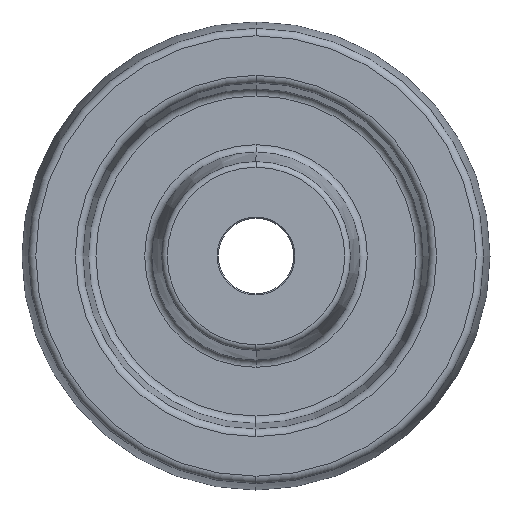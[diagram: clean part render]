
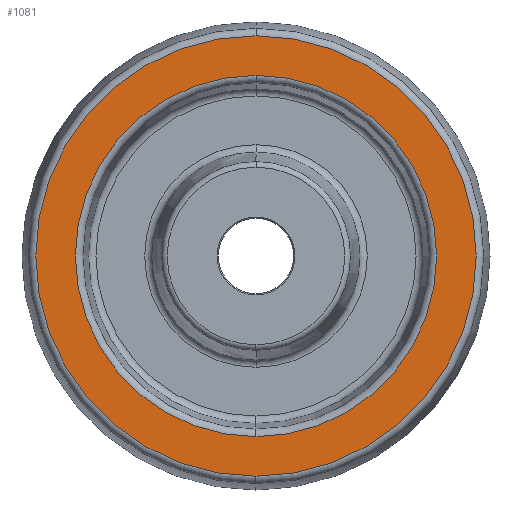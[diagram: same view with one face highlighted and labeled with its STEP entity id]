
A CAD part, left-side view. The second image highlights one B-rep face of the part: STEP entity #1081.
In plain terms, the highlighted planar face has unit normal (-1, 0, 0).
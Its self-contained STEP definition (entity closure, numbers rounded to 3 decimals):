
#57 = VERTEX_POINT ( 'NONE', #954 ) ;
#79 = EDGE_CURVE ( 'NONE', #468, #57, #1205, .T. ) ;
#82 = CARTESIAN_POINT ( 'NONE',  ( -22.5, 0., 58.818 ) ) ;
#90 = CARTESIAN_POINT ( 'NONE',  ( -22.5, 60.5, 0. ) ) ;
#114 = DIRECTION ( 'NONE',  ( -1., 0., 0. ) ) ;
#119 = DIRECTION ( 'NONE',  ( -1., 0., 0. ) ) ;
#121 = CARTESIAN_POINT ( 'NONE',  ( -22.5, 0., 0. ) ) ;
#130 = DIRECTION ( 'NONE',  ( 0., 0., 1. ) ) ;
#137 = CARTESIAN_POINT ( 'NONE',  ( -22.5, 0., -48.243 ) ) ;
#147 = CIRCLE ( 'NONE', #610, 58.818 ) ;
#285 = DIRECTION ( 'NONE',  ( 0., 0., 1. ) ) ;
#324 = ORIENTED_EDGE ( 'NONE', *, *, #79, .T. ) ;
#349 = CARTESIAN_POINT ( 'NONE',  ( -22.5, 0., -58.818 ) ) ;
#468 = VERTEX_POINT ( 'NONE', #137 ) ;
#610 = AXIS2_PLACEMENT_3D ( 'NONE', #1061, #114, #285 ) ;
#627 = CARTESIAN_POINT ( 'NONE',  ( -22.5, 0., 0. ) ) ;
#709 = PLANE ( 'NONE',  #1758 ) ;
#819 = VERTEX_POINT ( 'NONE', #82 ) ;
#884 = DIRECTION ( 'NONE',  ( 0., 0., 1. ) ) ;
#894 = ORIENTED_EDGE ( 'NONE', *, *, #1379, .T. ) ;
#911 = EDGE_CURVE ( 'NONE', #57, #468, #1076, .T. ) ;
#928 = CIRCLE ( 'NONE', #1666, 58.818 ) ;
#954 = CARTESIAN_POINT ( 'NONE',  ( -22.5, 0., 48.243 ) ) ;
#1007 = EDGE_LOOP ( 'NONE', ( #1181, #894 ) ) ;
#1011 = CARTESIAN_POINT ( 'NONE',  ( -22.5, 0., 0. ) ) ;
#1061 = CARTESIAN_POINT ( 'NONE',  ( -22.5, 0., 0. ) ) ;
#1076 = CIRCLE ( 'NONE', #1646, 48.243 ) ;
#1081 = ADVANCED_FACE ( 'NONE', ( #1548, #1100 ), #709, .T. ) ;
#1100 = FACE_OUTER_BOUND ( 'NONE', #1007, .T. ) ;
#1181 = ORIENTED_EDGE ( 'NONE', *, *, #1763, .T. ) ;
#1195 = ORIENTED_EDGE ( 'NONE', *, *, #911, .T. ) ;
#1205 = CIRCLE ( 'NONE', #1738, 48.243 ) ;
#1270 = DIRECTION ( 'NONE',  ( 1., 0., 0. ) ) ;
#1323 = DIRECTION ( 'NONE',  ( 0., 0., 1. ) ) ;
#1379 = EDGE_CURVE ( 'NONE', #1540, #819, #928, .T. ) ;
#1474 = DIRECTION ( 'NONE',  ( -1., 0., 0. ) ) ;
#1512 = EDGE_LOOP ( 'NONE', ( #1195, #324 ) ) ;
#1540 = VERTEX_POINT ( 'NONE', #349 ) ;
#1548 = FACE_BOUND ( 'NONE', #1512, .T. ) ;
#1646 = AXIS2_PLACEMENT_3D ( 'NONE', #121, #1270, #130 ) ;
#1666 = AXIS2_PLACEMENT_3D ( 'NONE', #627, #1474, #884 ) ;
#1713 = DIRECTION ( 'NONE',  ( 1., 0., 0. ) ) ;
#1738 = AXIS2_PLACEMENT_3D ( 'NONE', #1011, #1713, #1323 ) ;
#1758 = AXIS2_PLACEMENT_3D ( 'NONE', #90, #119, #1834 ) ;
#1763 = EDGE_CURVE ( 'NONE', #819, #1540, #147, .T. ) ;
#1834 = DIRECTION ( 'NONE',  ( 0., 0., 1. ) ) ;
